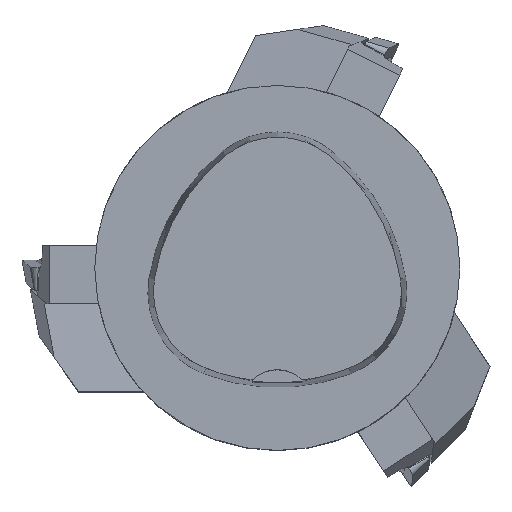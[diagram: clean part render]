
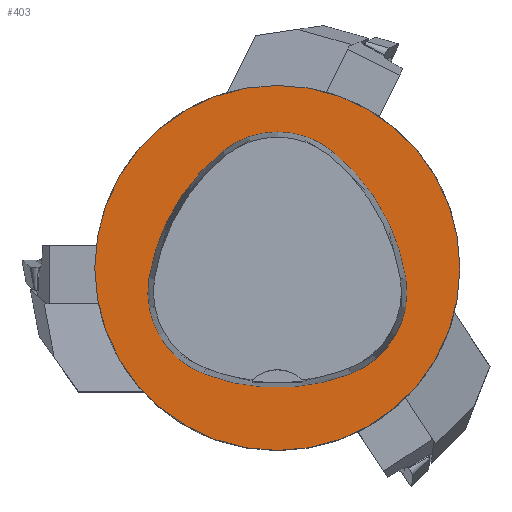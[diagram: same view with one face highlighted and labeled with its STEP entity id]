
A CAD part, top view. The second image highlights one B-rep face of the part: STEP entity #403.
In plain terms, the highlighted planar face has unit normal (0, 0, 1).
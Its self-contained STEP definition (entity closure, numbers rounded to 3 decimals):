
#177=PLANE('',#2515);
#403=ADVANCED_FACE('',(#598,#599),#177,.T.);
#530=CIRCLE('',#2487,25.);
#531=CIRCLE('',#2493,28.);
#533=CIRCLE('',#2496,12.);
#535=CIRCLE('',#2499,28.);
#537=CIRCLE('',#2502,12.);
#541=CIRCLE('',#2507,28.);
#543=CIRCLE('',#2510,12.);
#598=FACE_BOUND('',#673,.T.);
#599=FACE_BOUND('',#674,.T.);
#673=EDGE_LOOP('',(#901,#902,#903,#904,#905,#906));
#674=EDGE_LOOP('',(#907));
#901=ORIENTED_EDGE('',*,*,#1717,.T.);
#902=ORIENTED_EDGE('',*,*,#1697,.T.);
#903=ORIENTED_EDGE('',*,*,#1701,.T.);
#904=ORIENTED_EDGE('',*,*,#1704,.T.);
#905=ORIENTED_EDGE('',*,*,#1707,.T.);
#906=ORIENTED_EDGE('',*,*,#1715,.T.);
#907=ORIENTED_EDGE('',*,*,#1688,.F.);
#1466=VERTEX_POINT('',#3398);
#1475=VERTEX_POINT('',#3417);
#1476=VERTEX_POINT('',#3418);
#1479=VERTEX_POINT('',#3426);
#1481=VERTEX_POINT('',#3432);
#1483=VERTEX_POINT('',#3438);
#1490=VERTEX_POINT('',#3459);
#1688=EDGE_CURVE('',#1466,#1466,#530,.T.);
#1697=EDGE_CURVE('',#1475,#1476,#531,.T.);
#1701=EDGE_CURVE('',#1476,#1479,#533,.T.);
#1704=EDGE_CURVE('',#1479,#1481,#535,.T.);
#1707=EDGE_CURVE('',#1481,#1483,#537,.T.);
#1715=EDGE_CURVE('',#1483,#1490,#541,.T.);
#1717=EDGE_CURVE('',#1490,#1475,#543,.T.);
#2487=AXIS2_PLACEMENT_3D('',#3397,#2736,#2737);
#2493=AXIS2_PLACEMENT_3D('',#3416,#2752,#2753);
#2496=AXIS2_PLACEMENT_3D('',#3425,#2760,#2761);
#2499=AXIS2_PLACEMENT_3D('',#3431,#2767,#2768);
#2502=AXIS2_PLACEMENT_3D('',#3437,#2774,#2775);
#2507=AXIS2_PLACEMENT_3D('',#3460,#2786,#2787);
#2510=AXIS2_PLACEMENT_3D('',#3463,#2792,#2793);
#2515=AXIS2_PLACEMENT_3D('',#3468,#2802,#2803);
#2736=DIRECTION('',(0.,0.,-1.));
#2737=DIRECTION('',(-1.,0.,0.));
#2752=DIRECTION('',(0.,0.,-1.));
#2753=DIRECTION('',(-1.,0.,0.));
#2760=DIRECTION('',(0.,0.,-1.));
#2761=DIRECTION('',(-1.,0.,0.));
#2767=DIRECTION('',(0.,0.,-1.));
#2768=DIRECTION('',(-1.,0.,0.));
#2774=DIRECTION('',(0.,0.,-1.));
#2775=DIRECTION('',(-1.,0.,0.));
#2786=DIRECTION('',(0.,0.,-1.));
#2787=DIRECTION('',(-1.,0.,0.));
#2792=DIRECTION('',(0.,0.,-1.));
#2793=DIRECTION('',(-1.,0.,0.));
#2802=DIRECTION('',(0.,0.,1.));
#2803=DIRECTION('',(1.,0.,0.));
#3397=CARTESIAN_POINT('',(0.,0.,0.));
#3398=CARTESIAN_POINT('',(-25.,0.,0.));
#3416=CARTESIAN_POINT('',(10.068,-5.824,0.));
#3417=CARTESIAN_POINT('',(-17.584,-1.424,0.));
#3418=CARTESIAN_POINT('',(-7.531,15.953,0.));
#3425=CARTESIAN_POINT('',(0.011,6.62,0.));
#3426=CARTESIAN_POINT('',(7.567,15.942,0.));
#3431=CARTESIAN_POINT('',(-10.063,-5.81,0.));
#3432=CARTESIAN_POINT('',(17.59,-1.418,0.));
#3437=CARTESIAN_POINT('',(5.739,-3.3,0.));
#3438=CARTESIAN_POINT('',(10.05,-14.499,0.));
#3459=CARTESIAN_POINT('',(-10.025,-14.516,0.));
#3460=CARTESIAN_POINT('',(-0.01,11.631,0.));
#3463=CARTESIAN_POINT('',(-5.733,-3.31,0.));
#3468=CARTESIAN_POINT('',(0.,0.,0.));
